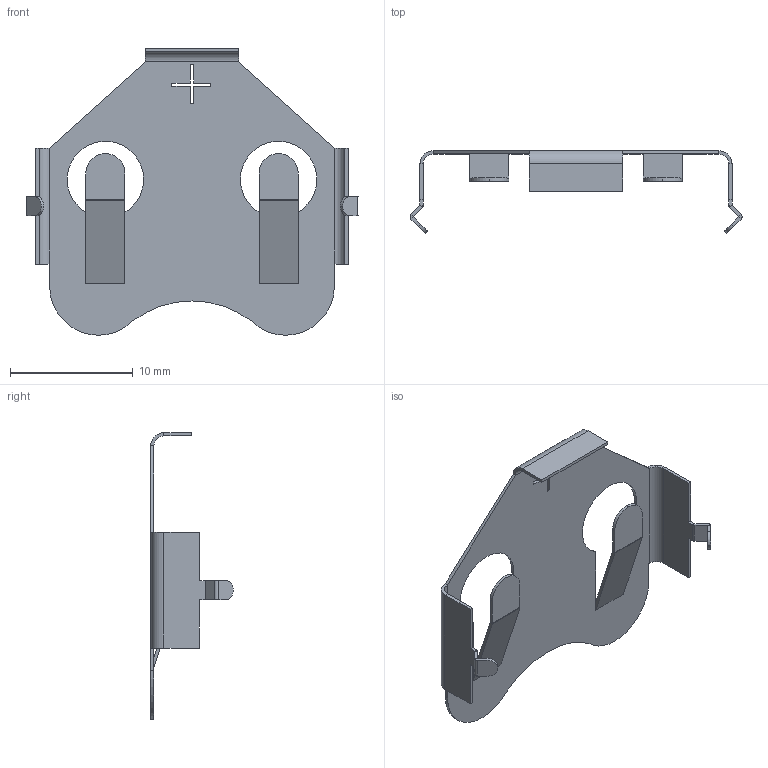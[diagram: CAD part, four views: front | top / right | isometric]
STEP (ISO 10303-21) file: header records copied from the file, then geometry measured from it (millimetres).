
FILE_DESCRIPTION (( 'STEP AP214' ), '1' );
FILE_NAME ('3007.STEP', '2016-12-16T16:39:37', ( '' ), ( '' ), 'SwSTEP 2.0', 'SolidWorks 2013', '' );
FILE_SCHEMA (( 'AUTOMOTIVE_DESIGN' ));
Length unit declared in the file: inch
Products named in the file (1): 3007
Bounding box: 27.02 x 6.71 x 23.32 mm (x, y, z)
Volume: 132.6 mm3; surface area: 1103.5 mm2
Topology: 1 solids, 1 shells, 127 faces, 287 edges, 162 vertices
Faces by surface type: plane 99, cylinder 28
Entity records: 3467 total; most frequent: DIRECTION 599, CARTESIAN_POINT 577, ORIENTED_EDGE 574, EDGE_CURVE 287, VECTOR 231, LINE 231, AXIS2_PLACEMENT_3D 184, VERTEX_POINT 162
